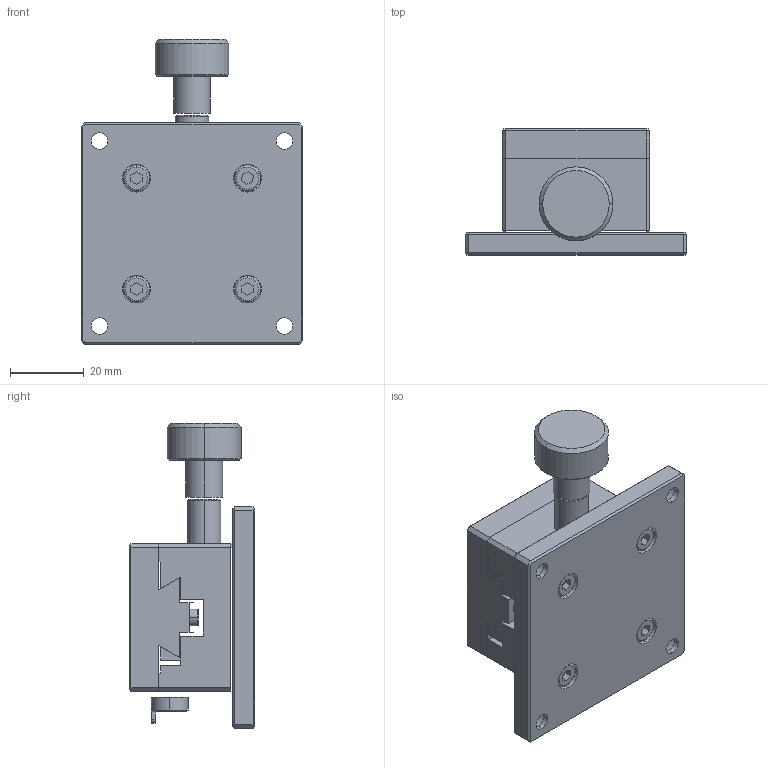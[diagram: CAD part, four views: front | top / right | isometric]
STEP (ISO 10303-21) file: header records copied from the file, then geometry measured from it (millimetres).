
FILE_DESCRIPTION (( 'STEP AP203' ), '1' );
FILE_NAME ('SPYC4040.STEP', '2020-07-28T05:45:49', ( 'User' ), ( 'Microsoft' ), 'SwSTEP 2.0', 'SolidWorks 2018', '' );
FILE_SCHEMA (( 'CONFIG_CONTROL_DESIGN' ));
Length unit declared in the file: millimetre
Products named in the file (2): SPYC4040
Bounding box: 60 x 34 x 82.5 mm (x, y, z)
Surface area: 23105.4 mm2 (no closed solid volume)
Topology: 0 solids, 9 shells, 321 faces, 1026 edges, 704 vertices
Faces by surface type: plane 200, cylinder 59, bspline 42, torus 12, cone 8
Entity records: 16466 total; most frequent: CARTESIAN_POINT 7650, ORIENTED_EDGE 1740, DIRECTION 1593, EDGE_CURVE 1026, VERTEX_POINT 704, VECTOR 679, LINE 679, AXIS2_PLACEMENT_3D 457
